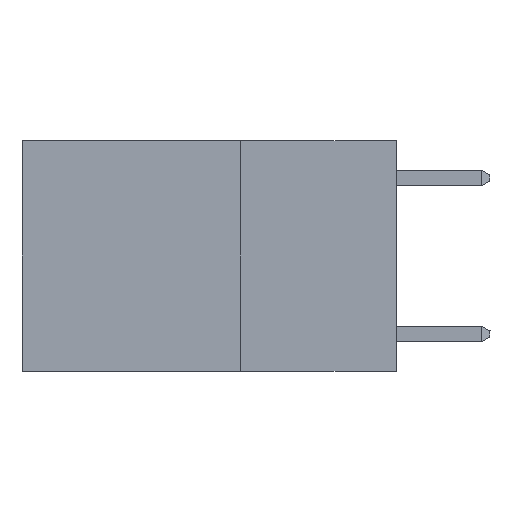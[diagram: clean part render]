
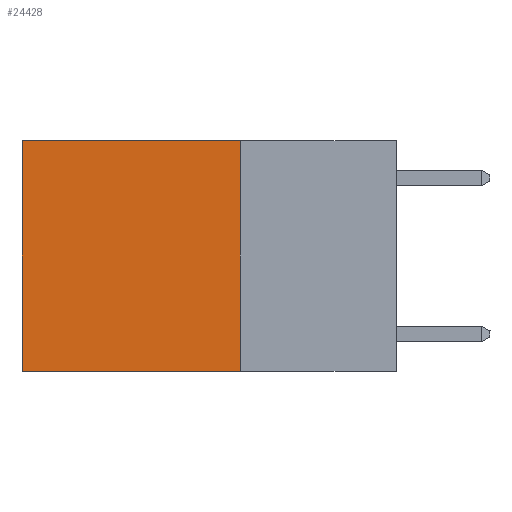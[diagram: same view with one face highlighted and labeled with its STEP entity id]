
A CAD part, left-side view. The second image highlights one B-rep face of the part: STEP entity #24428.
In plain terms, the highlighted planar face has unit normal (-1, 0, 0).
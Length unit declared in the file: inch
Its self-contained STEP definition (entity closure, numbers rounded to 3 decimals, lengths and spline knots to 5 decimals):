
#679 = VECTOR ( 'NONE', #17391, 39.37008 ) ;
#885 = LINE ( 'NONE', #3913, #679 ) ;
#951 = VECTOR ( 'NONE', #14086, 39.37008 ) ;
#1258 = EDGE_CURVE ( 'NONE', #15782, #3845, #20733, .T. ) ;
#3845 = VERTEX_POINT ( 'NONE', #5738 ) ;
#3913 = CARTESIAN_POINT ( 'NONE',  ( 0.2625, 0.25, -0.37 ) ) ;
#5738 = CARTESIAN_POINT ( 'NONE',  ( 0.2625, 0.6, 0. ) ) ;
#5860 = DIRECTION ( 'NONE',  ( 0., 1., 0. ) ) ;
#6051 = EDGE_LOOP ( 'NONE', ( #29504, #13230, #28160, #19500 ) ) ;
#6343 = VERTEX_POINT ( 'NONE', #18040 ) ;
#7015 = DIRECTION ( 'NONE',  ( 0., 0., -1. ) ) ;
#8104 = CARTESIAN_POINT ( 'NONE',  ( 0.2625, 0.25, 0. ) ) ;
#8351 = CARTESIAN_POINT ( 'NONE',  ( 0.2625, 0.25, 0. ) ) ;
#10582 = LINE ( 'NONE', #11586, #15099 ) ;
#10649 = PLANE ( 'NONE',  #12321 ) ;
#11586 = CARTESIAN_POINT ( 'NONE',  ( 0.2625, 0.6, 0. ) ) ;
#11655 = EDGE_CURVE ( 'NONE', #6343, #22050, #885, .T. ) ;
#11872 = CARTESIAN_POINT ( 'NONE',  ( 0.2625, 0.25, 0. ) ) ;
#12235 = CARTESIAN_POINT ( 'NONE',  ( 0.2625, 0.25, 0. ) ) ;
#12321 = AXIS2_PLACEMENT_3D ( 'NONE', #8351, #28963, #15119 ) ;
#13230 = ORIENTED_EDGE ( 'NONE', *, *, #11655, .F. ) ;
#14086 = DIRECTION ( 'NONE',  ( 0., 0., -1. ) ) ;
#14132 = EDGE_CURVE ( 'NONE', #3845, #22050, #10582, .T. ) ;
#14220 = EDGE_CURVE ( 'NONE', #15782, #6343, #25261, .T. ) ;
#14499 = FACE_OUTER_BOUND ( 'NONE', #6051, .T. ) ;
#15099 = VECTOR ( 'NONE', #7015, 39.37008 ) ;
#15119 = DIRECTION ( 'NONE',  ( 0., 0., -1. ) ) ;
#15782 = VERTEX_POINT ( 'NONE', #12235 ) ;
#17391 = DIRECTION ( 'NONE',  ( 0., 1., 0. ) ) ;
#18040 = CARTESIAN_POINT ( 'NONE',  ( 0.2625, 0.25, -0.37 ) ) ;
#18727 = CARTESIAN_POINT ( 'NONE',  ( 0.2625, 0.6, -0.37 ) ) ;
#19500 = ORIENTED_EDGE ( 'NONE', *, *, #1258, .T. ) ;
#20461 = VECTOR ( 'NONE', #5860, 39.37008 ) ;
#20733 = LINE ( 'NONE', #8104, #20461 ) ;
#22050 = VERTEX_POINT ( 'NONE', #18727 ) ;
#24428 = ADVANCED_FACE ( 'NONE', ( #14499 ), #10649, .F. ) ;
#25261 = LINE ( 'NONE', #11872, #951 ) ;
#28160 = ORIENTED_EDGE ( 'NONE', *, *, #14220, .F. ) ;
#28963 = DIRECTION ( 'NONE',  ( 1., 0., 0. ) ) ;
#29504 = ORIENTED_EDGE ( 'NONE', *, *, #14132, .T. ) ;
